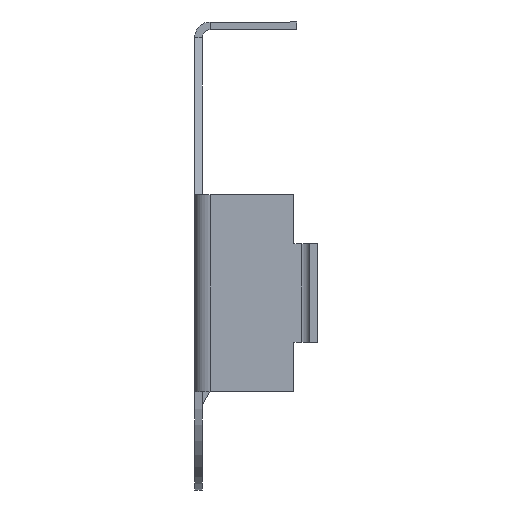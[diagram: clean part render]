
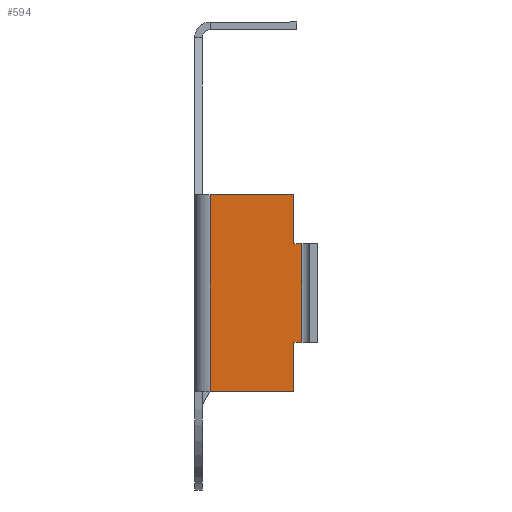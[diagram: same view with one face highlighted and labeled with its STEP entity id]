
A CAD part, left-side view. The second image highlights one B-rep face of the part: STEP entity #594.
In plain terms, the highlighted planar face has unit normal (-1, 0, 0).
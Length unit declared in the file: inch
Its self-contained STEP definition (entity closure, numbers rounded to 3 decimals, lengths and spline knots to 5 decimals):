
#448 = VERTEX_POINT ( 'NONE', #1664 ) ;
#532 = ORIENTED_EDGE ( 'NONE', *, *, #533, .T. ) ;
#533 = EDGE_CURVE ( 'NONE', #788, #596, #1718, .T. ) ;
#539 = EDGE_CURVE ( 'NONE', #621, #634, #1905, .T. ) ;
#582 = EDGE_CURVE ( 'NONE', #634, #448, #1931, .T. ) ;
#587 = EDGE_CURVE ( 'NONE', #588, #621, #1871, .T. ) ;
#588 = VERTEX_POINT ( 'NONE', #2009 ) ;
#594 = ADVANCED_FACE ( 'NONE', ( #1921 ), #1920, .T. ) ;
#595 = EDGE_LOOP ( 'NONE', ( #723, #773, #845, #704, #787, #789, #532, #597 ) ) ;
#596 = VERTEX_POINT ( 'NONE', #1834 ) ;
#597 = ORIENTED_EDGE ( 'NONE', *, *, #598, .T. ) ;
#598 = EDGE_CURVE ( 'NONE', #596, #588, #1833, .T. ) ;
#621 = VERTEX_POINT ( 'NONE', #1816 ) ;
#634 = VERTEX_POINT ( 'NONE', #1890 ) ;
#690 = VERTEX_POINT ( 'NONE', #2137 ) ;
#704 = ORIENTED_EDGE ( 'NONE', *, *, #865, .T. ) ;
#723 = ORIENTED_EDGE ( 'NONE', *, *, #587, .T. ) ;
#751 = VERTEX_POINT ( 'NONE', #2123 ) ;
#759 = EDGE_CURVE ( 'NONE', #751, #788, #2150, .T. ) ;
#773 = ORIENTED_EDGE ( 'NONE', *, *, #539, .T. ) ;
#787 = ORIENTED_EDGE ( 'NONE', *, *, #877, .T. ) ;
#788 = VERTEX_POINT ( 'NONE', #2083 ) ;
#789 = ORIENTED_EDGE ( 'NONE', *, *, #759, .T. ) ;
#845 = ORIENTED_EDGE ( 'NONE', *, *, #582, .T. ) ;
#865 = EDGE_CURVE ( 'NONE', #448, #690, #2476, .T. ) ;
#877 = EDGE_CURVE ( 'NONE', #690, #751, #2363, .T. ) ;
#1664 = CARTESIAN_POINT ( 'NONE',  ( -0.332, -0.116, -0.125 ) ) ;
#1718 = LINE ( 'NONE', #1793, #1792 ) ;
#1791 = DIRECTION ( 'NONE',  ( 0., 1., 0. ) ) ;
#1792 = VECTOR ( 'NONE', #1791, 39.37008 ) ;
#1793 = CARTESIAN_POINT ( 'NONE',  ( -0.332, 0., 0.0625 ) ) ;
#1816 = CARTESIAN_POINT ( 'NONE',  ( -0.332, -0.01, 0.125 ) ) ;
#1830 = DIRECTION ( 'NONE',  ( 0., 0., 1. ) ) ;
#1831 = VECTOR ( 'NONE', #1830, 39.37008 ) ;
#1832 = CARTESIAN_POINT ( 'NONE',  ( -0.332, -0.116, 0.125 ) ) ;
#1833 = LINE ( 'NONE', #1832, #1831 ) ;
#1834 = CARTESIAN_POINT ( 'NONE',  ( -0.332, -0.116, 0.0625 ) ) ;
#1835 = DIRECTION ( 'NONE',  ( 0., 1., 0. ) ) ;
#1836 = DIRECTION ( 'NONE',  ( -1., 0., 0. ) ) ;
#1837 = CARTESIAN_POINT ( 'NONE',  ( -0.332, 0., 0.125 ) ) ;
#1871 = LINE ( 'NONE', #2013, #2012 ) ;
#1873 = DIRECTION ( 'NONE',  ( 0., -1., 0. ) ) ;
#1874 = VECTOR ( 'NONE', #1873, 39.37008 ) ;
#1875 = CARTESIAN_POINT ( 'NONE',  ( -0.332, 0., -0.125 ) ) ;
#1890 = CARTESIAN_POINT ( 'NONE',  ( -0.332, -0.01, -0.125 ) ) ;
#1895 = VECTOR ( 'NONE', #1972, 39.37008 ) ;
#1905 = LINE ( 'NONE', #1908, #1895 ) ;
#1908 = CARTESIAN_POINT ( 'NONE',  ( -0.332, -0.01, 0.125 ) ) ;
#1919 = AXIS2_PLACEMENT_3D ( 'NONE', #1837, #1836, #1835 ) ;
#1920 = PLANE ( 'NONE',  #1919 ) ;
#1921 = FACE_OUTER_BOUND ( 'NONE', #595, .T. ) ;
#1931 = LINE ( 'NONE', #1875, #1874 ) ;
#1972 = DIRECTION ( 'NONE',  ( 0., 0., -1. ) ) ;
#2009 = CARTESIAN_POINT ( 'NONE',  ( -0.332, -0.116, 0.125 ) ) ;
#2011 = DIRECTION ( 'NONE',  ( 0., 1., 0. ) ) ;
#2012 = VECTOR ( 'NONE', #2011, 39.37008 ) ;
#2013 = CARTESIAN_POINT ( 'NONE',  ( -0.332, 0., 0.125 ) ) ;
#2083 = CARTESIAN_POINT ( 'NONE',  ( -0.332, -0.126, 0.0625 ) ) ;
#2123 = CARTESIAN_POINT ( 'NONE',  ( -0.332, -0.126, -0.0625 ) ) ;
#2137 = CARTESIAN_POINT ( 'NONE',  ( -0.332, -0.116, -0.0625 ) ) ;
#2147 = DIRECTION ( 'NONE',  ( 0., 0., 1. ) ) ;
#2148 = VECTOR ( 'NONE', #2147, 39.37008 ) ;
#2149 = CARTESIAN_POINT ( 'NONE',  ( -0.332, -0.126, 0.125 ) ) ;
#2150 = LINE ( 'NONE', #2149, #2148 ) ;
#2360 = DIRECTION ( 'NONE',  ( 0., -1., 0. ) ) ;
#2361 = VECTOR ( 'NONE', #2360, 39.37008 ) ;
#2362 = CARTESIAN_POINT ( 'NONE',  ( -0.332, 0., -0.0625 ) ) ;
#2363 = LINE ( 'NONE', #2362, #2361 ) ;
#2473 = DIRECTION ( 'NONE',  ( 0., 0., 1. ) ) ;
#2474 = VECTOR ( 'NONE', #2473, 39.37008 ) ;
#2475 = CARTESIAN_POINT ( 'NONE',  ( -0.332, -0.116, 0.125 ) ) ;
#2476 = LINE ( 'NONE', #2475, #2474 ) ;
